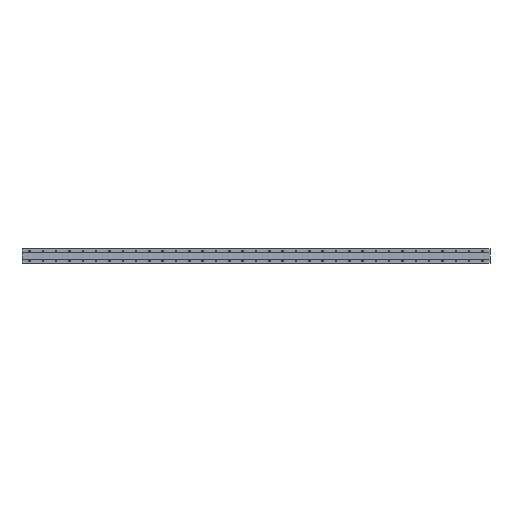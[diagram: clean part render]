
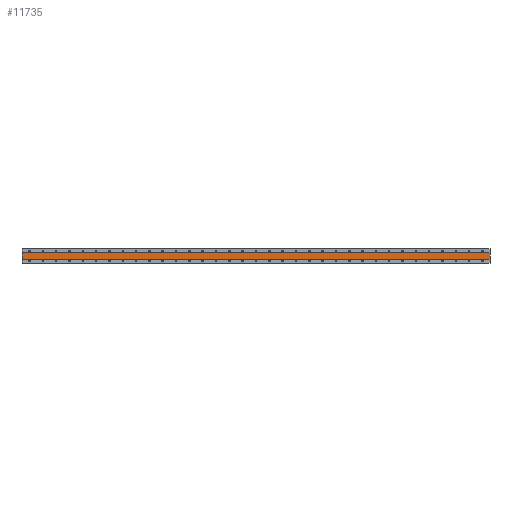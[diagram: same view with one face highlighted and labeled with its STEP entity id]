
A CAD part, front view. The second image highlights one B-rep face of the part: STEP entity #11735.
In plain terms, the highlighted planar face has unit normal (0, -1, 0).
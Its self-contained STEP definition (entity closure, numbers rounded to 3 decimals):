
#278 = AXIS2_PLACEMENT_3D ( 'NONE', #1642, #7954, #5413 ) ;
#485 = LINE ( 'NONE', #5955, #4855 ) ;
#555 = ORIENTED_EDGE ( 'NONE', *, *, #1096, .F. ) ;
#780 = ORIENTED_EDGE ( 'NONE', *, *, #2599, .F. ) ;
#858 = FACE_OUTER_BOUND ( 'NONE', #8849, .T. ) ;
#931 = CARTESIAN_POINT ( 'NONE',  ( 2765., 1., -20. ) ) ;
#1047 = EDGE_CURVE ( 'NONE', #11507, #10808, #4986, .T. ) ;
#1096 = EDGE_CURVE ( 'NONE', #10808, #6412, #8728, .T. ) ;
#1208 = CARTESIAN_POINT ( 'NONE',  ( -45., 1., 20. ) ) ;
#1294 = CARTESIAN_POINT ( 'NONE',  ( 2765., 1., 20. ) ) ;
#1642 = CARTESIAN_POINT ( 'NONE',  ( 2765., 1., 20. ) ) ;
#2180 = CARTESIAN_POINT ( 'NONE',  ( -45., 1., 20. ) ) ;
#2599 = EDGE_CURVE ( 'NONE', #9516, #11507, #485, .T. ) ;
#3625 = EDGE_CURVE ( 'NONE', #6412, #9516, #9031, .T. ) ;
#3804 = CARTESIAN_POINT ( 'NONE',  ( 2765., 1., 20. ) ) ;
#4181 = VECTOR ( 'NONE', #9810, 1000. ) ;
#4478 = VECTOR ( 'NONE', #8553, 1000. ) ;
#4855 = VECTOR ( 'NONE', #9624, 1000. ) ;
#4986 = LINE ( 'NONE', #7825, #5126 ) ;
#5126 = VECTOR ( 'NONE', #5772, 1000. ) ;
#5235 = PLANE ( 'NONE',  #278 ) ;
#5413 = DIRECTION ( 'NONE',  ( 0., 0., 1. ) ) ;
#5772 = DIRECTION ( 'NONE',  ( -1., 0., 0. ) ) ;
#5955 = CARTESIAN_POINT ( 'NONE',  ( 2765., 1., 20. ) ) ;
#6412 = VERTEX_POINT ( 'NONE', #1208 ) ;
#6504 = ORIENTED_EDGE ( 'NONE', *, *, #1047, .F. ) ;
#7825 = CARTESIAN_POINT ( 'NONE',  ( 2765., 1., -20. ) ) ;
#7954 = DIRECTION ( 'NONE',  ( 0., 1., 0. ) ) ;
#8553 = DIRECTION ( 'NONE',  ( 1., 0., 0. ) ) ;
#8728 = LINE ( 'NONE', #2180, #4181 ) ;
#8849 = EDGE_LOOP ( 'NONE', ( #6504, #780, #11781, #555 ) ) ;
#9031 = LINE ( 'NONE', #3804, #4478 ) ;
#9516 = VERTEX_POINT ( 'NONE', #1294 ) ;
#9624 = DIRECTION ( 'NONE',  ( 0., 0., -1. ) ) ;
#9810 = DIRECTION ( 'NONE',  ( 0., 0., 1. ) ) ;
#10808 = VERTEX_POINT ( 'NONE', #11285 ) ;
#11285 = CARTESIAN_POINT ( 'NONE',  ( -45., 1., -20. ) ) ;
#11507 = VERTEX_POINT ( 'NONE', #931 ) ;
#11735 = ADVANCED_FACE ( 'NONE', ( #858 ), #5235, .F. ) ;
#11781 = ORIENTED_EDGE ( 'NONE', *, *, #3625, .F. ) ;
